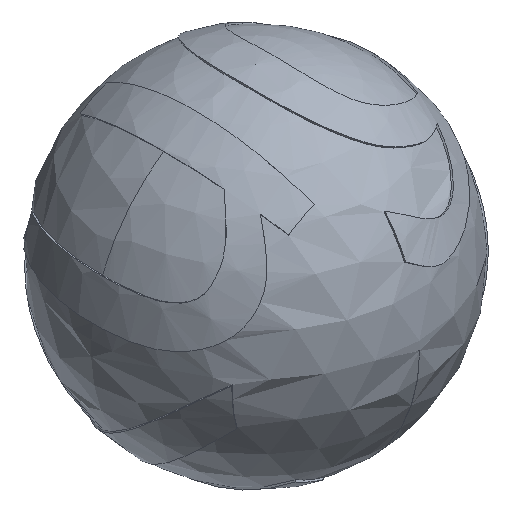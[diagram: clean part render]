
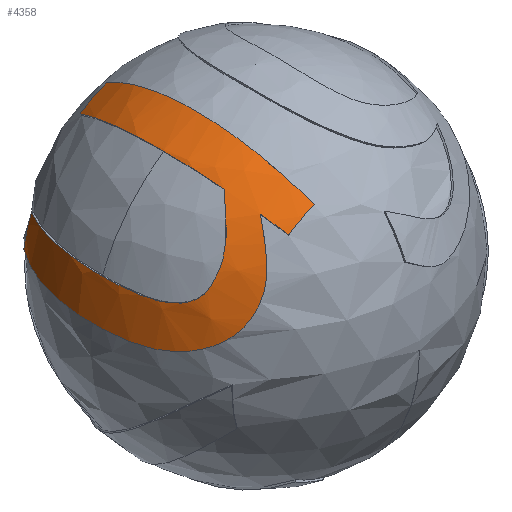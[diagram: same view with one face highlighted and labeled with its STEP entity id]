
A CAD part, isometric view. The second image highlights one B-rep face of the part: STEP entity #4358.
In plain terms, the highlighted spherical face has radius 101 mm.
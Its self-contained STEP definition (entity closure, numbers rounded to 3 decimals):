
#1012=CARTESIAN_POINT('',(-78.591,62.393,-88.528));
#1013=VERTEX_POINT('',#1012);
#1014=CARTESIAN_POINT('',(-97.729,-21.131,-85.735));
#1015=VERTEX_POINT('',#1014);
#1016=CARTESIAN_POINT('',(0.,0.,-100.0));
#1017=DIRECTION('',(0.144,0.,0.99));
#1018=DIRECTION('',(-0.778,0.618,0.114));
#1019=AXIS2_PLACEMENT_3D('',#1016,#1017,#1018);
#1020=CIRCLE('',#1019,101.);
#1021=EDGE_CURVE('',#1013,#1015,#1020,.T.);
#1065=CARTESIAN_POINT('',(-73.977,62.393,-71.094));
#1066=VERTEX_POINT('',#1065);
#1073=CARTESIAN_POINT('',(-93.562,-10.515,-63.441));
#1074=VERTEX_POINT('',#1073);
#1075=CARTESIAN_POINT('',(0.,0.,-100.0));
#1076=DIRECTION('',(-0.364,0.,-0.931));
#1077=DIRECTION('',(-0.931,0.,0.364));
#1078=AXIS2_PLACEMENT_3D('',#1075,#1076,#1077);
#1079=CIRCLE('',#1078,101.);
#1080=EDGE_CURVE('',#1074,#1066,#1079,.T.);
#3818=CARTESIAN_POINT('',(-84.857,-39.911,-62.485));
#3819=VERTEX_POINT('',#3818);
#3820=CARTESIAN_POINT('',(-84.857,-39.911,-62.485));
#3821=CARTESIAN_POINT('',(-86.828,-36.663,-63.488));
#3822=CARTESIAN_POINT('',(-88.62,-32.774,-63.992));
#3823=CARTESIAN_POINT('',(-90.045,-28.202,-63.98));
#3824=CARTESIAN_POINT('',(-91.471,-23.629,-63.969));
#3825=CARTESIAN_POINT('',(-92.858,-17.743,-63.717));
#3826=CARTESIAN_POINT('',(-93.562,-10.515,-63.441));
#3827=B_SPLINE_CURVE_WITH_KNOTS('',3,(#3820,#3821,#3822,#3823,#3824,#3825,#3826),.UNSPECIFIED.,.F.,.U.,(4,3,4),(-2.991,-1.495,0.0),.UNSPECIFIED.);
#3828=EDGE_CURVE('',#3819,#1074,#3827,.T.);
#3857=CARTESIAN_POINT('',(0.,62.393,-100.0));
#3858=DIRECTION('',(0.,-1.0,0.));
#3859=DIRECTION('',(-0.931,0.,0.364));
#3860=AXIS2_PLACEMENT_3D('',#3857,#3858,#3859);
#3861=CIRCLE('',#3860,79.424);
#3862=EDGE_CURVE('',#1066,#1013,#3861,.T.);
#3901=CARTESIAN_POINT('',(-80.301,-57.171,-77.994));
#3902=VERTEX_POINT('',#3901);
#3903=CARTESIAN_POINT('',(-97.729,-21.131,-85.735));
#3904=CARTESIAN_POINT('',(-95.818,-30.159,-86.014));
#3905=CARTESIAN_POINT('',(-92.861,-37.527,-85.371));
#3906=CARTESIAN_POINT('',(-89.803,-43.335,-83.933));
#3907=CARTESIAN_POINT('',(-86.745,-49.143,-82.495));
#3908=CARTESIAN_POINT('',(-83.463,-53.689,-80.486));
#3909=CARTESIAN_POINT('',(-80.301,-57.171,-77.994));
#3910=B_SPLINE_CURVE_WITH_KNOTS('',3,(#3903,#3904,#3905,#3906,#3907,#3908,#3909),.UNSPECIFIED.,.F.,.U.,(4,3,4),(-3.412,-1.706,0.0),.UNSPECIFIED.);
#3911=EDGE_CURVE('',#1015,#3902,#3910,.T.);
#3960=CARTESIAN_POINT('',(-63.855,-66.808,-59.254));
#3961=VERTEX_POINT('',#3960);
#3962=CARTESIAN_POINT('',(-80.301,-57.171,-77.994));
#3963=CARTESIAN_POINT('',(-77.161,-60.652,-75.581));
#3964=CARTESIAN_POINT('',(-74.196,-63.059,-72.809));
#3965=CARTESIAN_POINT('',(-71.459,-64.57,-69.584));
#3966=CARTESIAN_POINT('',(-68.722,-66.08,-66.36));
#3967=CARTESIAN_POINT('',(-66.233,-66.808,-62.98));
#3968=CARTESIAN_POINT('',(-63.855,-66.808,-59.254));
#3969=B_SPLINE_CURVE_WITH_KNOTS('',3,(#3962,#3963,#3964,#3965,#3966,#3967,#3968),.UNSPECIFIED.,.F.,.U.,(4,3,4),(-6.538,-3.269,0.),.UNSPECIFIED.);
#3970=EDGE_CURVE('',#3902,#3961,#3969,.T.);
#4023=CARTESIAN_POINT('',(-48.523,-51.586,-27.99));
#4024=VERTEX_POINT('',#4023);
#4025=CARTESIAN_POINT('',(-63.855,-66.808,-59.254));
#4026=CARTESIAN_POINT('',(-60.685,-66.808,-54.287));
#4027=CARTESIAN_POINT('',(-58.158,-65.631,-49.562));
#4028=CARTESIAN_POINT('',(-56.109,-63.143,-44.634));
#4029=CARTESIAN_POINT('',(-54.88,-61.65,-41.678));
#4030=CARTESIAN_POINT('',(-53.572,-59.7,-38.461));
#4031=CARTESIAN_POINT('',(-52.017,-57.233,-35.043));
#4032=CARTESIAN_POINT('',(-50.98,-55.589,-32.765));
#4033=CARTESIAN_POINT('',(-49.833,-53.714,-30.398));
#4034=CARTESIAN_POINT('',(-48.523,-51.586,-27.99));
#4035=B_SPLINE_CURVE_WITH_KNOTS('',3,(#4025,#4026,#4027,#4028,#4029,#4030,#4031,#4032,#4033,#4034),.UNSPECIFIED.,.F.,.U.,(4,3,3,4),(-13.81,-6.905,-2.762,0.0),.UNSPECIFIED.);
#4036=EDGE_CURVE('',#3961,#4024,#4035,.T.);
#4068=CARTESIAN_POINT('',(-43.714,-63.888,-35.127));
#4069=VERTEX_POINT('',#4068);
#4070=CARTESIAN_POINT('',(0.,0.,-100.0));
#4071=DIRECTION('',(0.829,0.,0.559));
#4072=DIRECTION('',(-0.48,-0.511,0.713));
#4073=AXIS2_PLACEMENT_3D('',#4070,#4071,#4072);
#4074=CIRCLE('',#4073,101.);
#4075=EDGE_CURVE('',#4024,#4069,#4074,.T.);
#4101=CARTESIAN_POINT('',(-27.952,-63.888,-26.938));
#4102=VERTEX_POINT('',#4101);
#4103=CARTESIAN_POINT('',(0.,-63.888,-100.0));
#4104=DIRECTION('',(0.,1.0,0.));
#4105=DIRECTION('',(-0.559,0.,0.829));
#4106=AXIS2_PLACEMENT_3D('',#4103,#4104,#4105);
#4107=CIRCLE('',#4106,78.226);
#4108=EDGE_CURVE('',#4069,#4102,#4107,.T.);
#4143=CARTESIAN_POINT('',(-28.38,62.393,-25.82));
#4144=VERTEX_POINT('',#4143);
#4151=CARTESIAN_POINT('',(0.,0.,-100.0));
#4152=DIRECTION('',(-0.934,0.,-0.357));
#4153=DIRECTION('',(-0.277,-0.633,0.723));
#4154=AXIS2_PLACEMENT_3D('',#4151,#4152,#4153);
#4155=CIRCLE('',#4154,101.);
#4156=EDGE_CURVE('',#4102,#4144,#4155,.T.);
#4167=CARTESIAN_POINT('',(-44.383,62.393,-34.134));
#4168=VERTEX_POINT('',#4167);
#4169=CARTESIAN_POINT('',(0.,62.393,-100.0));
#4170=DIRECTION('',(0.,-1.0,0.));
#4171=DIRECTION('',(-0.357,0.,0.934));
#4172=AXIS2_PLACEMENT_3D('',#4169,#4170,#4171);
#4173=CIRCLE('',#4172,79.424);
#4174=EDGE_CURVE('',#4144,#4168,#4173,.T.);
#4200=CARTESIAN_POINT('',(-53.142,-34.017,-21.135));
#4201=VERTEX_POINT('',#4200);
#4202=CARTESIAN_POINT('',(0.,0.,-100.0));
#4203=DIRECTION('',(0.829,0.,0.559));
#4204=DIRECTION('',(-0.439,0.618,0.652));
#4205=AXIS2_PLACEMENT_3D('',#4202,#4203,#4204);
#4206=CIRCLE('',#4205,101.);
#4207=EDGE_CURVE('',#4168,#4201,#4206,.T.);
#4253=CARTESIAN_POINT('',(-71.465,-49.031,-48.138));
#4254=VERTEX_POINT('',#4253);
#4255=CARTESIAN_POINT('',(-53.142,-34.017,-21.135));
#4256=CARTESIAN_POINT('',(-56.415,-38.363,-25.215));
#4257=CARTESIAN_POINT('',(-59.636,-41.933,-29.789));
#4258=CARTESIAN_POINT('',(-62.743,-44.791,-34.749));
#4259=CARTESIAN_POINT('',(-65.85,-47.65,-39.71));
#4260=CARTESIAN_POINT('',(-68.59,-49.031,-44.177));
#4261=CARTESIAN_POINT('',(-71.465,-49.031,-48.138));
#4262=B_SPLINE_CURVE_WITH_KNOTS('',3,(#4255,#4256,#4257,#4258,#4259,#4260,#4261),.UNSPECIFIED.,.F.,.U.,(4,3,4),(-5.685,-2.843,0.0),.UNSPECIFIED.);
#4263=EDGE_CURVE('',#4201,#4254,#4262,.T.);
#4312=CARTESIAN_POINT('',(-71.465,-49.031,-48.138));
#4313=CARTESIAN_POINT('',(-74.541,-49.031,-52.377));
#4314=CARTESIAN_POINT('',(-76.87,-48.327,-55.656));
#4315=CARTESIAN_POINT('',(-78.869,-46.892,-57.792));
#4316=CARTESIAN_POINT('',(-80.868,-45.457,-59.928));
#4317=CARTESIAN_POINT('',(-82.886,-43.159,-61.482));
#4318=CARTESIAN_POINT('',(-84.857,-39.911,-62.485));
#4319=B_SPLINE_CURVE_WITH_KNOTS('',3,(#4312,#4313,#4314,#4315,#4316,#4317,#4318),.UNSPECIFIED.,.F.,.U.,(4,3,4),(-3.432,-1.716,0.0),.UNSPECIFIED.);
#4320=EDGE_CURVE('',#4254,#3819,#4319,.T.);
#4337=CARTESIAN_POINT('',(0.,0.,-100.0));
#4338=DIRECTION('',(0.0,0.0,1.0));
#4339=DIRECTION('',(1.0,0.0,0.0));
#4340=AXIS2_PLACEMENT_3D('',#4337,#4338,#4339);
#4341=SPHERICAL_SURFACE('',#4340,101.0);
#4342=ORIENTED_EDGE('',*,*,#4156,.T.);
#4343=ORIENTED_EDGE('',*,*,#4174,.T.);
#4344=ORIENTED_EDGE('',*,*,#4207,.T.);
#4345=ORIENTED_EDGE('',*,*,#4263,.T.);
#4346=ORIENTED_EDGE('',*,*,#4320,.T.);
#4347=ORIENTED_EDGE('',*,*,#3828,.T.);
#4348=ORIENTED_EDGE('',*,*,#1080,.T.);
#4349=ORIENTED_EDGE('',*,*,#3862,.T.);
#4350=ORIENTED_EDGE('',*,*,#1021,.T.);
#4351=ORIENTED_EDGE('',*,*,#3911,.T.);
#4352=ORIENTED_EDGE('',*,*,#3970,.T.);
#4353=ORIENTED_EDGE('',*,*,#4036,.T.);
#4354=ORIENTED_EDGE('',*,*,#4075,.T.);
#4355=ORIENTED_EDGE('',*,*,#4108,.T.);
#4356=EDGE_LOOP('',(#4342,#4343,#4344,#4345,#4346,#4347,#4348,#4349,#4350,#4351,#4352,#4353,#4354,#4355));
#4357=FACE_OUTER_BOUND('',#4356,.T.);
#4358=ADVANCED_FACE('',(#4357),#4341,.T.);
